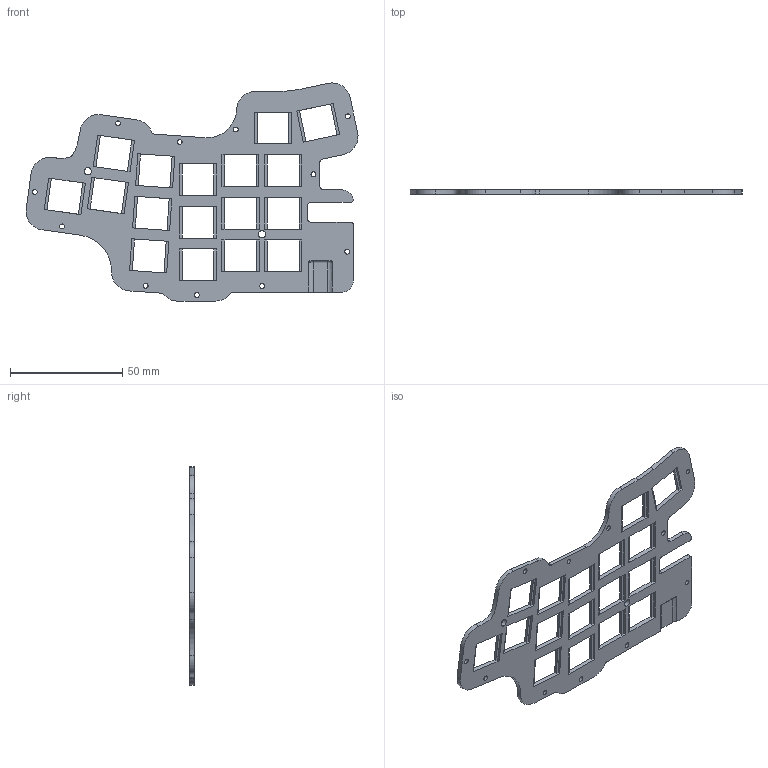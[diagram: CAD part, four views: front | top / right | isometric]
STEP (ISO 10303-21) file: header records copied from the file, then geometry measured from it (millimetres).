
FILE_DESCRIPTION(/* description */ (''),/* implementation_level */ '2;1');
FILE_NAME(/* name */ 'plate.step',/* time_stamp */ '2025-04-03T20:21:06+02:00',/* author */ (''),/* organization */ (''),/* preprocessor_version */ 'ST-DEVELOPER v20',/* originating_system */ 'Autodesk Translation Framework v13.20.0.188',/* authorisation */ '');
FILE_SCHEMA (('AUTOMOTIVE_DESIGN { 1 0 10303 214 3 1 1 }'));
Length unit declared in the file: millimetre
Products named in the file (2): screw-case; plate
Assembly tree (1 placements, depth 2):
  screw-case
    plate
Bounding box: 148.05 x 2 x 97.3 mm (x, y, z)
Volume: 12359.7 mm3; surface area: 16202.4 mm2
Topology: 1 solids, 1 shells, 199 faces, 592 edges, 395 vertices
Faces by surface type: plane 156, cylinder 38, bspline 5
Full cylindrical faces by diameter (mm): 2.2 x11, 3.2 x2
Entity records: 7064 total; most frequent: CARTESIAN_POINT 1437, ORIENTED_EDGE 1184, DIRECTION 1051, EDGE_CURVE 592, LINE 505, VECTOR 505, VERTEX_POINT 395, AXIS2_PLACEMENT_3D 273
